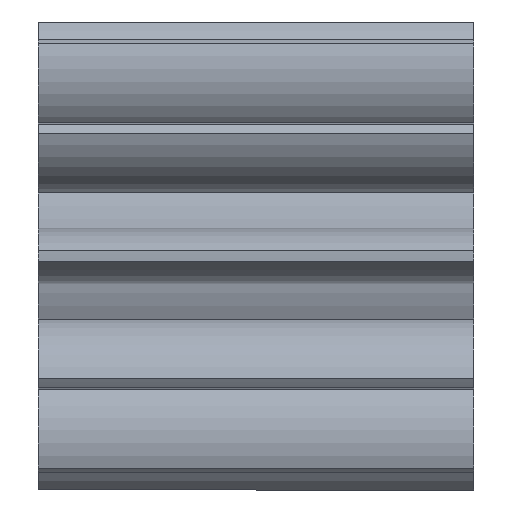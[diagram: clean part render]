
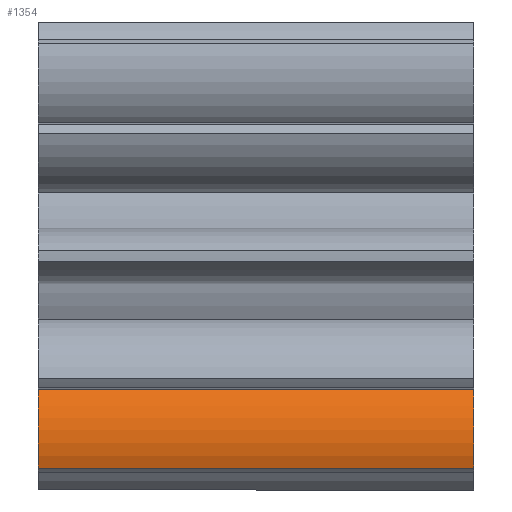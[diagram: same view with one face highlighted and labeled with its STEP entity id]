
A CAD part, front view. The second image highlights one B-rep face of the part: STEP entity #1354.
In plain terms, the highlighted cylindrical face has radius 2.2 mm (diameter 4.4 mm), a partial arc.
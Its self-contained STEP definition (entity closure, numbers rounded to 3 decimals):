
#7 = FACE_OUTER_BOUND ( 'NONE', #1650, .T. ) ;
#53 = LINE ( 'NONE', #915, #1410 ) ;
#80 = CARTESIAN_POINT ( 'NONE',  ( 6., -2.836, -5.849 ) ) ;
#145 = CARTESIAN_POINT ( 'NONE',  ( 0., -0.763, -5.112 ) ) ;
#207 = CARTESIAN_POINT ( 'NONE',  ( 0., -2.321, -3.559 ) ) ;
#297 = CIRCLE ( 'NONE', #541, 2.2 ) ;
#298 = VECTOR ( 'NONE', #1097, 1000. ) ;
#302 = VERTEX_POINT ( 'NONE', #916 ) ;
#315 = EDGE_CURVE ( 'NONE', #1285, #851, #53, .T. ) ;
#335 = ORIENTED_EDGE ( 'NONE', *, *, #1610, .T. ) ;
#383 = CARTESIAN_POINT ( 'NONE',  ( 0., -2.836, -5.849 ) ) ;
#442 = CYLINDRICAL_SURFACE ( 'NONE', #1172, 2.2 ) ;
#541 = AXIS2_PLACEMENT_3D ( 'NONE', #145, #1574, #728 ) ;
#571 = CIRCLE ( 'NONE', #1140, 2.2 ) ;
#618 = ORIENTED_EDGE ( 'NONE', *, *, #1395, .T. ) ;
#636 = CARTESIAN_POINT ( 'NONE',  ( 12., -2.321, -3.559 ) ) ;
#703 = DIRECTION ( 'NONE',  ( 0., 0., 1. ) ) ;
#728 = DIRECTION ( 'NONE',  ( 0., 0., -1. ) ) ;
#737 = CARTESIAN_POINT ( 'NONE',  ( 12., -0.763, -5.112 ) ) ;
#799 = ORIENTED_EDGE ( 'NONE', *, *, #315, .T. ) ;
#804 = LINE ( 'NONE', #80, #298 ) ;
#851 = VERTEX_POINT ( 'NONE', #207 ) ;
#915 = CARTESIAN_POINT ( 'NONE',  ( 12., -2.321, -3.559 ) ) ;
#916 = CARTESIAN_POINT ( 'NONE',  ( 12., -2.836, -5.849 ) ) ;
#1097 = DIRECTION ( 'NONE',  ( 1., 0., 0. ) ) ;
#1118 = CARTESIAN_POINT ( 'NONE',  ( 12., -0.763, -5.112 ) ) ;
#1140 = AXIS2_PLACEMENT_3D ( 'NONE', #1118, #1252, #1393 ) ;
#1172 = AXIS2_PLACEMENT_3D ( 'NONE', #737, #1282, #703 ) ;
#1220 = VERTEX_POINT ( 'NONE', #383 ) ;
#1252 = DIRECTION ( 'NONE',  ( -1., 0., 0. ) ) ;
#1282 = DIRECTION ( 'NONE',  ( -1., 0., 0. ) ) ;
#1285 = VERTEX_POINT ( 'NONE', #636 ) ;
#1354 = ADVANCED_FACE ( 'NONE', ( #7 ), #442, .T. ) ;
#1393 = DIRECTION ( 'NONE',  ( 0., -0.756, 0.655 ) ) ;
#1395 = EDGE_CURVE ( 'NONE', #851, #1220, #297, .T. ) ;
#1410 = VECTOR ( 'NONE', #1506, 1000. ) ;
#1506 = DIRECTION ( 'NONE',  ( -1., 0., 0. ) ) ;
#1574 = DIRECTION ( 'NONE',  ( 1., 0., 0. ) ) ;
#1610 = EDGE_CURVE ( 'NONE', #302, #1285, #571, .T. ) ;
#1650 = EDGE_LOOP ( 'NONE', ( #1850, #335, #799, #618 ) ) ;
#1728 = EDGE_CURVE ( 'NONE', #1220, #302, #804, .T. ) ;
#1850 = ORIENTED_EDGE ( 'NONE', *, *, #1728, .T. ) ;
